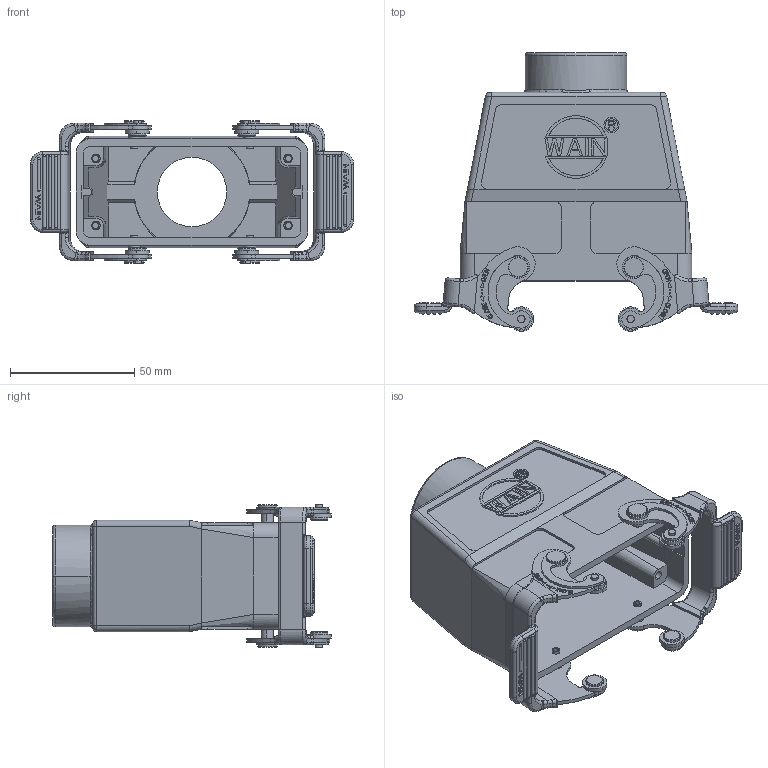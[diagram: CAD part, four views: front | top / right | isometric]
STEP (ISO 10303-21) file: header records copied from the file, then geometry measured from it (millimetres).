
FILE_DESCRIPTION((''),'2;1');
FILE_NAME('3D_1110164415004_H16B-TEH-2L_SC','2019-08-29T',('zl.chen'),(''),'PRO/ENGINEER BY PARAMETRIC TECHNOLOGY CORPORATION, 2013430','PRO/ENGINEER BY PARAMETRIC TECHNOLOGY CORPORATION, 2013430','');
FILE_SCHEMA(('CONFIG_CONTROL_DESIGN','SHAPE_APPEARANCE_LAYERS_GROUPS'));
Products named in the file (1): 3D_1110164415004_H16B-TEH-2L_SC
Bounding box: 130.3 x 112.2 x 57.5 mm (x, y, z)
Volume: 95511.6 mm3; surface area: 61200.8 mm2
Topology: 1 solids, 1 shells, 1534 faces, 4136 edges, 2772 vertices
Faces by surface type: plane 830, cylinder 314, extrusion 162, bspline 84, torus 60, cone 52, sphere 32
Entity records: 61868 total; most frequent: CARTESIAN_POINT 15646, ORIENTED_EDGE 8252, DIRECTION 7376, EDGE_CURVE 4126, VERTEX_POINT 2772, VECTOR 2584, LINE 2422, AXIS2_PLACEMENT_3D 2396
